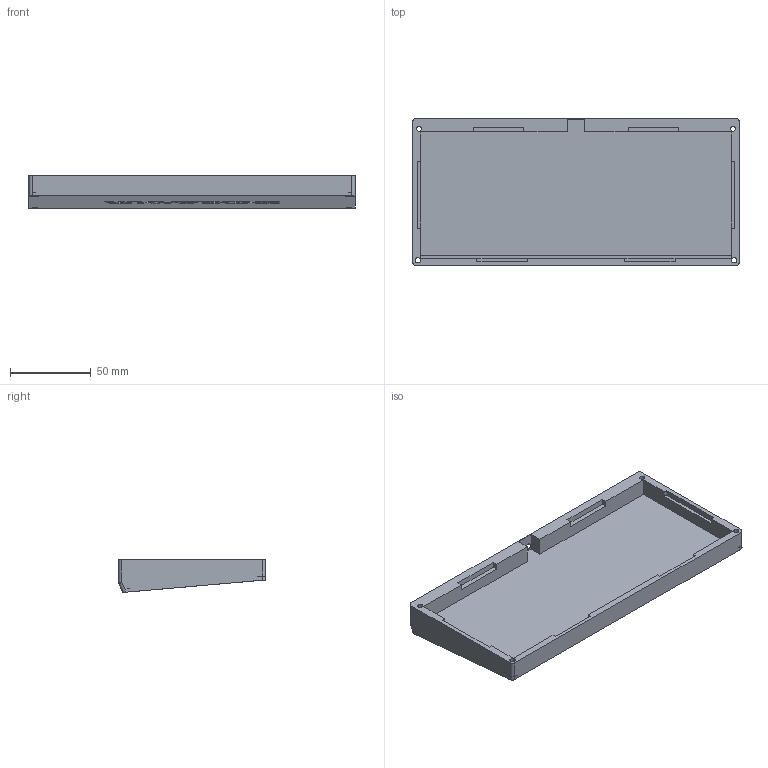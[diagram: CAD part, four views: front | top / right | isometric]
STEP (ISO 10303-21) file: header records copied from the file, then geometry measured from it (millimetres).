
FILE_DESCRIPTION(/* description */ (''),/* implementation_level */ '2;1');
FILE_NAME(/* name */ 'bottomcase.step',/* time_stamp */ '2022-01-21T01:02:57+01:00',/* author */ (''),/* organization */ (''),/* preprocessor_version */ 'ST-DEVELOPER v18.1',/* originating_system */ 'Autodesk Translation Framework v10.10.0.1391',/* authorisation */ '');
FILE_SCHEMA (('AUTOMOTIVE_DESIGN { 1 0 10303 214 3 1 1 }'));
Length unit declared in the file: millimetre
Products named in the file (1): bottomcase
Bounding box: 201.5 x 90.7 x 20.3 mm (x, y, z)
Volume: 131541 mm3; surface area: 52894.1 mm2
Topology: 1 solids, 2 shells, 197 faces, 522 edges, 343 vertices
Faces by surface type: plane 140, bspline 28, cylinder 19, cone 4, torus 4, sphere 2
Full cylindrical faces by diameter (mm): 3.2 x4, 6.2 x4
Entity records: 6340 total; most frequent: CARTESIAN_POINT 1539, ORIENTED_EDGE 1044, DIRECTION 852, EDGE_CURVE 522, LINE 420, VECTOR 420, VERTEX_POINT 343, EDGE_LOOP 221
